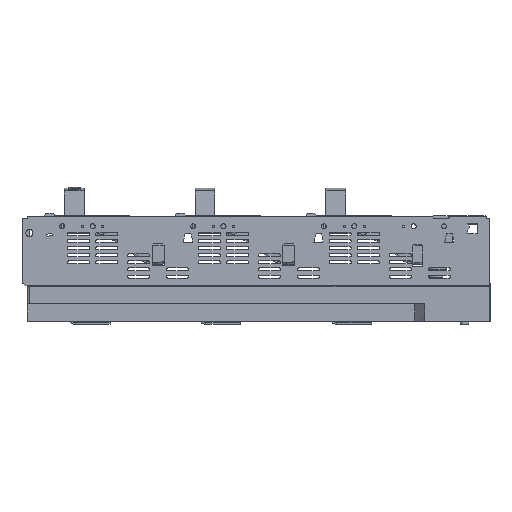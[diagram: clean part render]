
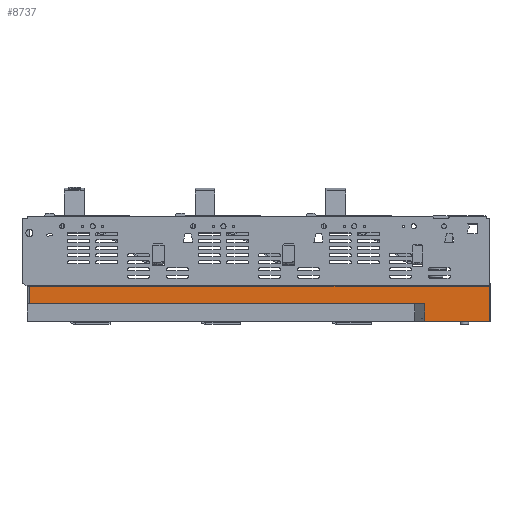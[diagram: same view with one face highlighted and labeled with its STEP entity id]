
A CAD part, left-side view. The second image highlights one B-rep face of the part: STEP entity #8737.
In plain terms, the highlighted planar face has unit normal (-1, 0, 0).
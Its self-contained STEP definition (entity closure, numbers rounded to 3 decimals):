
#8737=ADVANCED_FACE('HAUPTKOERPER NICHT BENUTZEN',(#18496),#18497,.F.);
#18496=FACE_OUTER_BOUND('',#29281,.T.);
#18497=PLANE('',#29282);
#29281=EDGE_LOOP('',(#63586,#63587,#63588,#63589,#63590,#63591));
#29282=AXIS2_PLACEMENT_3D('',#63592,#63593,#63594);
#63586=ORIENTED_EDGE('',*,*,#80431,.T.);
#63587=ORIENTED_EDGE('',*,*,#80432,.F.);
#63588=ORIENTED_EDGE('',*,*,#80410,.F.);
#63589=ORIENTED_EDGE('',*,*,#80433,.F.);
#63590=ORIENTED_EDGE('',*,*,#80353,.T.);
#63591=ORIENTED_EDGE('',*,*,#80429,.T.);
#63592=CARTESIAN_POINT('',(0.25,651.5,54.842));
#63593=DIRECTION('',(1.0,0.0,0.0));
#63594=DIRECTION('',(0.0,0.0,-1.0));
#80353=EDGE_CURVE('LINE',#98177,#98175,#98178,.T.);
#80410=EDGE_CURVE('LINE',#98285,#98287,#98288,.T.);
#80429=EDGE_CURVE('LINE',#98175,#98318,#98320,.T.);
#80431=EDGE_CURVE('LINE',#98318,#98322,#98323,.T.);
#80432=EDGE_CURVE('LINE',#98287,#98322,#98324,.T.);
#80433=EDGE_CURVE('LINE',#98177,#98285,#98325,.T.);
#98175=VERTEX_POINT('',#123604);
#98177=VERTEX_POINT('',#123606);
#98178=LINE('',#123607,#123608);
#98285=VERTEX_POINT('',#123754);
#98287=VERTEX_POINT('',#123756);
#98288=LINE('',#123757,#123758);
#98318=VERTEX_POINT('',#123799);
#98320=LINE('',#123801,#123802);
#98322=VERTEX_POINT('',#123804);
#98323=LINE('',#123805,#123806);
#98324=LINE('',#123807,#123808);
#98325=LINE('',#123809,#123810);
#123604=CARTESIAN_POINT('',(0.25,651.5,54.842));
#123606=CARTESIAN_POINT('',(0.25,1.,54.842));
#123607=CARTESIAN_POINT('',(0.25,326.25,54.842));
#123608=VECTOR('',#141698,1.0);
#123754=CARTESIAN_POINT('',(0.25,1.,4.842));
#123756=CARTESIAN_POINT('',(0.25,92.,4.842));
#123757=CARTESIAN_POINT('',(0.25,46.5,4.842));
#123758=VECTOR('',#141780,1.0);
#123799=CARTESIAN_POINT('',(0.25,651.5,29.842));
#123801=CARTESIAN_POINT('',(0.25,651.5,29.842));
#123802=VECTOR('',#141807,1.0);
#123804=CARTESIAN_POINT('',(0.25,92.,29.842));
#123805=CARTESIAN_POINT('',(0.25,371.75,29.842));
#123806=VECTOR('',#141808,1.0);
#123807=CARTESIAN_POINT('',(0.25,92.,17.342));
#123808=VECTOR('',#141809,1.0);
#123809=CARTESIAN_POINT('',(0.25,1.,29.842));
#123810=VECTOR('',#141810,1.0);
#141698=DIRECTION('',(0.0,1.0,0.));
#141780=DIRECTION('',(0.0,1.0,0.));
#141807=DIRECTION('',(0.0,0.,-1.0));
#141808=DIRECTION('',(0.0,-1.0,0.));
#141809=DIRECTION('',(0.0,0.,1.0));
#141810=DIRECTION('',(0.0,0.,-1.0));
